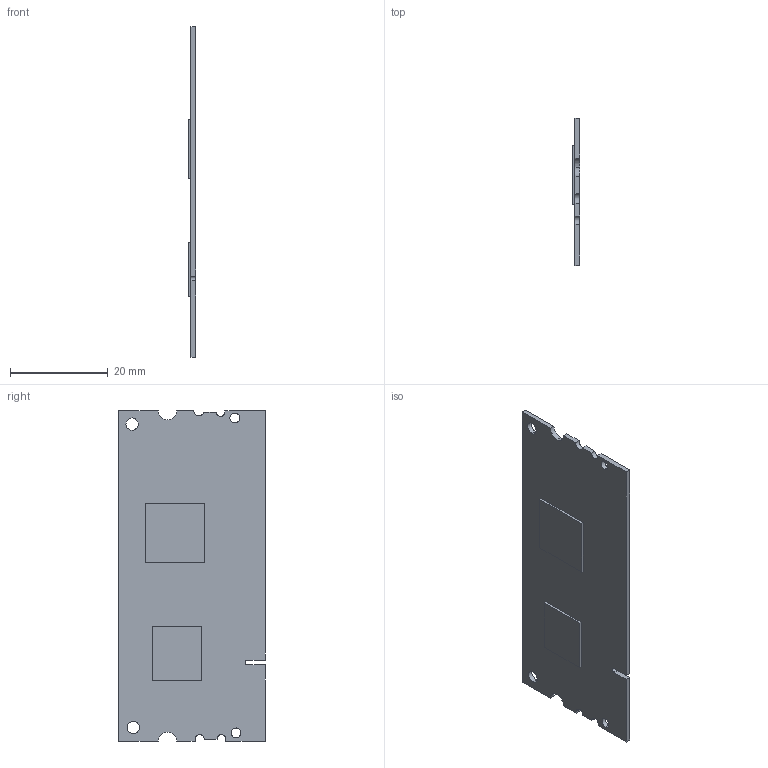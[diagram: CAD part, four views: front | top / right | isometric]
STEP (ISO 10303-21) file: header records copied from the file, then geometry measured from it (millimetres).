
FILE_DESCRIPTION(('CATIA V5 STEP Exchange'),'2;1');
FILE_NAME('computeModule.stp','2017-11-12T17:15:33+00:00',('none'),('none'),'Version 5-6 Release 2012','CATIA V5 STEP AP203','none');
FILE_SCHEMA(('CONFIG_CONTROL_DESIGN'));
Length unit declared in the file: millimetre
Products named in the file (1): computeModule
Bounding box: 1.5 x 30 x 67.6 mm (x, y, z)
Volume: 2116.5 mm3; surface area: 4260.4 mm2
Topology: 1 solids, 1 shells, 46 faces, 142 edges, 100 vertices
Faces by surface type: plane 29, cylinder 17
Entity records: 1632 total; most frequent: CARTESIAN_POINT 289, ORIENTED_EDGE 284, DIRECTION 234, EDGE_CURVE 142, VERTEX_POINT 100, AXIS2_PLACEMENT_3D 97, VECTOR 92, LINE 92
